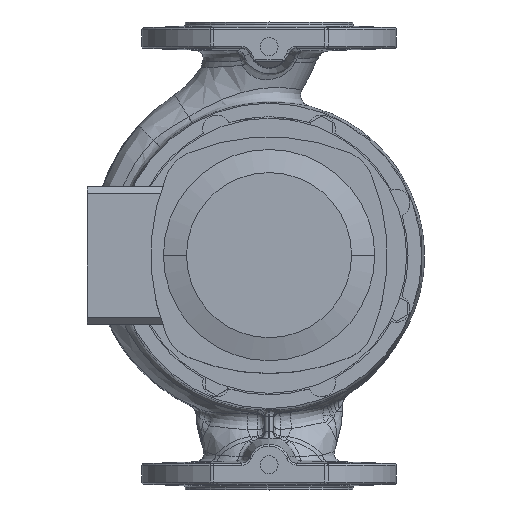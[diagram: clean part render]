
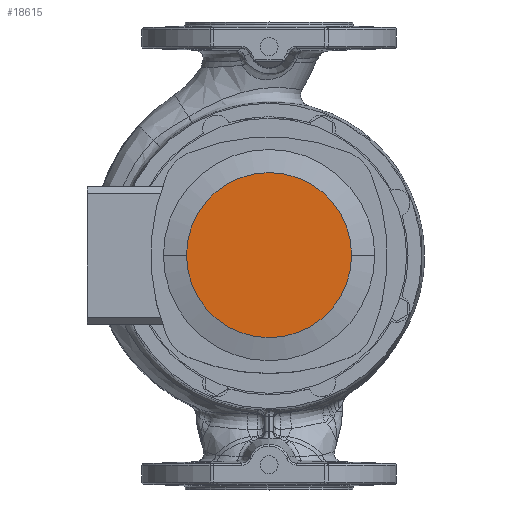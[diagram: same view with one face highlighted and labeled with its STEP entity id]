
A CAD part, top view. The second image highlights one B-rep face of the part: STEP entity #18615.
In plain terms, the highlighted planar face has unit normal (0, 0, 1).
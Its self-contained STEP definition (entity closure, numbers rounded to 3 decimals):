
#187 = EDGE_CURVE ( 'NONE', #9506, #9477, #36927, .T. ) ;
#4067 = DIRECTION ( 'NONE',  ( -1., 0., 0. ) ) ;
#4068 = DIRECTION ( 'NONE',  ( 0., 0., -1. ) ) ;
#4071 = PLANE ( 'NONE',  #24486 ) ;
#4072 = FACE_OUTER_BOUND ( 'NONE', #8366, .T. ) ;
#4074 = CARTESIAN_POINT ( 'NONE',  ( -60., 0., 301. ) ) ;
#8366 = EDGE_LOOP ( 'NONE', ( #27115, #27117 ) ) ;
#9477 = VERTEX_POINT ( 'NONE', #17125 ) ;
#9506 = VERTEX_POINT ( 'NONE', #17110 ) ;
#11373 = EDGE_CURVE ( 'NONE', #9477, #9506, #24862, .T. ) ;
#16825 = DIRECTION ( 'NONE',  ( 1., 0., 0. ) ) ;
#16826 = DIRECTION ( 'NONE',  ( 0., 0., 1. ) ) ;
#16827 = CARTESIAN_POINT ( 'NONE',  ( 0., 0., 301. ) ) ;
#17110 = CARTESIAN_POINT ( 'NONE',  ( 60., 0., 301. ) ) ;
#17125 = CARTESIAN_POINT ( 'NONE',  ( -60., 0., 301. ) ) ;
#18615 = ADVANCED_FACE ( 'NONE', ( #4072 ), #4071, .F. ) ;
#24486 = AXIS2_PLACEMENT_3D ( 'NONE', #4074, #4068, #4067 ) ;
#24860 = AXIS2_PLACEMENT_3D ( 'NONE', #16827, #16826, #16825 ) ;
#24862 = CIRCLE ( 'NONE', #24860, 60. ) ;
#25183 = DIRECTION ( 'NONE',  ( 1., 0., 0. ) ) ;
#25184 = DIRECTION ( 'NONE',  ( 0., 0., 1. ) ) ;
#25185 = CARTESIAN_POINT ( 'NONE',  ( 0., 0., 301. ) ) ;
#27115 = ORIENTED_EDGE ( 'NONE', *, *, #11373, .T. ) ;
#27117 = ORIENTED_EDGE ( 'NONE', *, *, #187, .T. ) ;
#36924 = AXIS2_PLACEMENT_3D ( 'NONE', #25185, #25184, #25183 ) ;
#36927 = CIRCLE ( 'NONE', #36924, 60. ) ;
